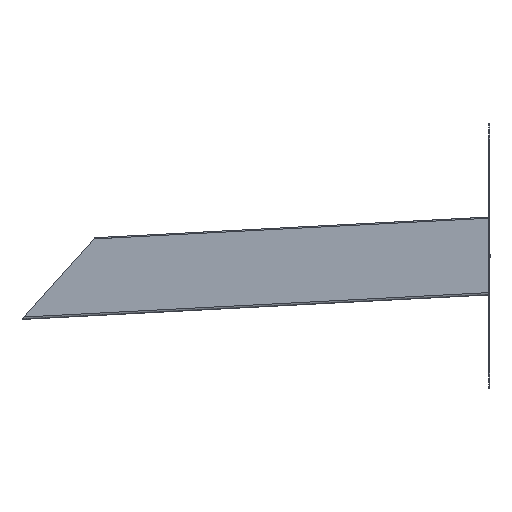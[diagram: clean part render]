
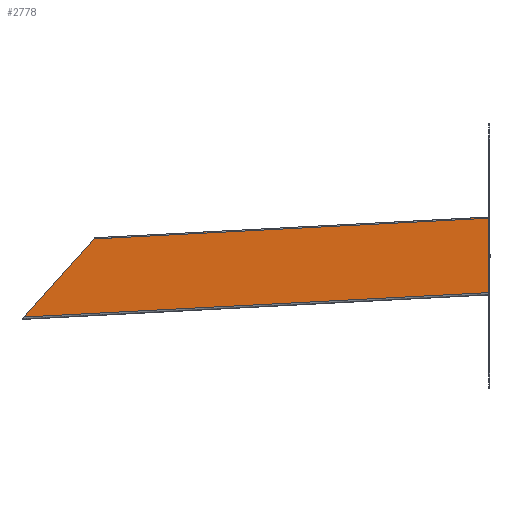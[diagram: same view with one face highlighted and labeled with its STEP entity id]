
A CAD part, left-side view. The second image highlights one B-rep face of the part: STEP entity #2778.
In plain terms, the highlighted planar face has unit normal (-1, 0, 0).
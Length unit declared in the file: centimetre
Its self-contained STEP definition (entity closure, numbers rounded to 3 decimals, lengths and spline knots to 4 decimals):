
#216=FACE_OUTER_BOUND('',#418,.T.);
#418=EDGE_LOOP('',(#2061,#2062,#2063,#2064,#2065,#2066,#2067,#2068,#2069,
#2070,#2071,#2072,#2073,#2074,#2075,#2076,#2077,#2078,#2079,#2080,#2081,
#2082,#2083,#2084,#2085,#2086,#2087,#2088));
#624=VERTEX_POINT('',#5483);
#625=VERTEX_POINT('',#5485);
#633=VERTEX_POINT('',#5506);
#634=VERTEX_POINT('',#5508);
#640=VERTEX_POINT('',#5526);
#642=VERTEX_POINT('',#5532);
#649=VERTEX_POINT('',#5548);
#650=VERTEX_POINT('',#5550);
#654=VERTEX_POINT('',#5562);
#662=VERTEX_POINT('',#5581);
#669=VERTEX_POINT('',#5597);
#670=VERTEX_POINT('',#5599);
#676=VERTEX_POINT('',#5617);
#678=VERTEX_POINT('',#5623);
#685=VERTEX_POINT('',#5639);
#686=VERTEX_POINT('',#5641);
#692=VERTEX_POINT('',#5659);
#694=VERTEX_POINT('',#5665);
#701=VERTEX_POINT('',#5681);
#702=VERTEX_POINT('',#5683);
#708=VERTEX_POINT('',#5701);
#710=VERTEX_POINT('',#5707);
#725=VERTEX_POINT('',#5750);
#726=VERTEX_POINT('',#5752);
#728=VERTEX_POINT('',#5758);
#730=VERTEX_POINT('',#5764);
#732=VERTEX_POINT('',#5770);
#734=VERTEX_POINT('',#5776);
#1052=EDGE_CURVE('',#625,#624,#3026,.T.);
#1063=EDGE_CURVE('',#634,#633,#3036,.T.);
#1073=EDGE_CURVE('',#633,#640,#3046,.T.);
#1076=EDGE_CURVE('',#640,#642,#3049,.T.);
#1083=EDGE_CURVE('',#650,#649,#3056,.T.);
#1089=EDGE_CURVE('',#654,#650,#3062,.T.);
#1100=EDGE_CURVE('',#649,#662,#3069,.T.);
#1107=EDGE_CURVE('',#670,#669,#3076,.T.);
#1117=EDGE_CURVE('',#669,#676,#3086,.T.);
#1120=EDGE_CURVE('',#676,#678,#3089,.T.);
#1127=EDGE_CURVE('',#686,#685,#3096,.T.);
#1137=EDGE_CURVE('',#685,#692,#3106,.T.);
#1140=EDGE_CURVE('',#692,#694,#3109,.T.);
#1147=EDGE_CURVE('',#702,#701,#3116,.T.);
#1157=EDGE_CURVE('',#701,#708,#3126,.T.);
#1160=EDGE_CURVE('',#708,#710,#3129,.T.);
#1181=EDGE_CURVE('',#726,#725,#3150,.T.);
#1184=EDGE_CURVE('',#728,#726,#3153,.T.);
#1187=EDGE_CURVE('',#730,#728,#3156,.T.);
#1190=EDGE_CURVE('',#732,#730,#3159,.T.);
#1193=EDGE_CURVE('',#734,#732,#3162,.T.);
#1196=EDGE_CURVE('',#624,#734,#3165,.T.);
#1209=EDGE_CURVE('',#686,#725,#3178,.T.);
#1210=EDGE_CURVE('',#670,#694,#3179,.T.);
#1211=EDGE_CURVE('',#634,#678,#3180,.T.);
#1212=EDGE_CURVE('',#654,#710,#3181,.T.);
#1218=EDGE_CURVE('',#662,#625,#3187,.T.);
#1220=EDGE_CURVE('',#702,#642,#3189,.T.);
#2061=ORIENTED_EDGE('',*,*,#1076,.T.);
#2062=ORIENTED_EDGE('',*,*,#1220,.F.);
#2063=ORIENTED_EDGE('',*,*,#1147,.T.);
#2064=ORIENTED_EDGE('',*,*,#1157,.T.);
#2065=ORIENTED_EDGE('',*,*,#1160,.T.);
#2066=ORIENTED_EDGE('',*,*,#1212,.F.);
#2067=ORIENTED_EDGE('',*,*,#1089,.T.);
#2068=ORIENTED_EDGE('',*,*,#1083,.T.);
#2069=ORIENTED_EDGE('',*,*,#1100,.T.);
#2070=ORIENTED_EDGE('',*,*,#1218,.T.);
#2071=ORIENTED_EDGE('',*,*,#1052,.T.);
#2072=ORIENTED_EDGE('',*,*,#1196,.T.);
#2073=ORIENTED_EDGE('',*,*,#1193,.T.);
#2074=ORIENTED_EDGE('',*,*,#1190,.T.);
#2075=ORIENTED_EDGE('',*,*,#1187,.T.);
#2076=ORIENTED_EDGE('',*,*,#1184,.T.);
#2077=ORIENTED_EDGE('',*,*,#1181,.T.);
#2078=ORIENTED_EDGE('',*,*,#1209,.F.);
#2079=ORIENTED_EDGE('',*,*,#1127,.T.);
#2080=ORIENTED_EDGE('',*,*,#1137,.T.);
#2081=ORIENTED_EDGE('',*,*,#1140,.T.);
#2082=ORIENTED_EDGE('',*,*,#1210,.F.);
#2083=ORIENTED_EDGE('',*,*,#1107,.T.);
#2084=ORIENTED_EDGE('',*,*,#1117,.T.);
#2085=ORIENTED_EDGE('',*,*,#1120,.T.);
#2086=ORIENTED_EDGE('',*,*,#1211,.F.);
#2087=ORIENTED_EDGE('',*,*,#1063,.T.);
#2088=ORIENTED_EDGE('',*,*,#1073,.T.);
#2593=PLANE('',#4034);
#2778=ADVANCED_FACE('',(#216),#2593,.F.);
#3026=LINE('',#5486,#3537);
#3036=LINE('',#5509,#3547);
#3046=LINE('',#5528,#3557);
#3049=LINE('',#5534,#3560);
#3056=LINE('',#5551,#3567);
#3062=LINE('',#5563,#3573);
#3069=LINE('',#5583,#3580);
#3076=LINE('',#5600,#3587);
#3086=LINE('',#5619,#3597);
#3089=LINE('',#5625,#3600);
#3096=LINE('',#5642,#3607);
#3106=LINE('',#5661,#3617);
#3109=LINE('',#5667,#3620);
#3116=LINE('',#5684,#3627);
#3126=LINE('',#5703,#3637);
#3129=LINE('',#5709,#3640);
#3150=LINE('',#5753,#3661);
#3153=LINE('',#5759,#3664);
#3156=LINE('',#5765,#3667);
#3159=LINE('',#5771,#3670);
#3162=LINE('',#5777,#3673);
#3165=LINE('',#5781,#3676);
#3178=LINE('',#5797,#3689);
#3179=LINE('',#5799,#3690);
#3180=LINE('',#5801,#3691);
#3181=LINE('',#5803,#3692);
#3187=LINE('',#5814,#3698);
#3189=LINE('',#5818,#3700);
#3537=VECTOR('',#4477,10.);
#3547=VECTOR('',#4495,10.);
#3557=VECTOR('',#4511,10.);
#3560=VECTOR('',#4516,10.);
#3567=VECTOR('',#4527,10.);
#3573=VECTOR('',#4537,10.);
#3580=VECTOR('',#4554,10.);
#3587=VECTOR('',#4565,10.);
#3597=VECTOR('',#4581,10.);
#3600=VECTOR('',#4586,10.);
#3607=VECTOR('',#4597,10.);
#3617=VECTOR('',#4613,10.);
#3620=VECTOR('',#4618,10.);
#3627=VECTOR('',#4629,10.);
#3637=VECTOR('',#4645,10.);
#3640=VECTOR('',#4650,10.);
#3661=VECTOR('',#4685,10.);
#3664=VECTOR('',#4690,10.);
#3667=VECTOR('',#4695,10.);
#3670=VECTOR('',#4700,10.);
#3673=VECTOR('',#4705,10.);
#3676=VECTOR('',#4710,10.);
#3689=VECTOR('',#4729,10.);
#3690=VECTOR('',#4732,10.);
#3691=VECTOR('',#4735,10.);
#3692=VECTOR('',#4738,10.);
#3698=VECTOR('',#4754,10.);
#3700=VECTOR('',#4760,10.);
#4034=AXIS2_PLACEMENT_3D('',#5819,#4761,#4762);
#4477=DIRECTION('',(0.,0.,1.));
#4495=DIRECTION('',(0.,-0.052,-0.999));
#4511=DIRECTION('',(0.,0.999,-0.052));
#4516=DIRECTION('',(0.,0.052,0.999));
#4527=DIRECTION('',(0.,0.999,-0.052));
#4537=DIRECTION('',(0.,-0.052,-0.999));
#4554=DIRECTION('',(0.,0.669,-0.743));
#4565=DIRECTION('',(0.,-0.052,-0.999));
#4581=DIRECTION('',(0.,0.999,-0.052));
#4586=DIRECTION('',(0.,0.052,0.999));
#4597=DIRECTION('',(0.,-0.052,-0.999));
#4613=DIRECTION('',(0.,0.999,-0.052));
#4618=DIRECTION('',(0.,0.052,0.999));
#4629=DIRECTION('',(0.,-0.052,-0.999));
#4645=DIRECTION('',(0.,0.999,-0.052));
#4650=DIRECTION('',(0.,0.052,0.999));
#4685=DIRECTION('',(0.,0.052,0.999));
#4690=DIRECTION('',(0.,0.999,-0.052));
#4695=DIRECTION('',(0.,0.,1.));
#4700=DIRECTION('',(0.,1.,0.));
#4705=DIRECTION('',(0.,0.,1.));
#4710=DIRECTION('',(0.,-1.,0.));
#4729=DIRECTION('',(0.,-0.999,0.052));
#4732=DIRECTION('',(0.,-0.999,0.052));
#4735=DIRECTION('',(0.,-0.999,0.052));
#4738=DIRECTION('',(0.,-0.999,0.052));
#4754=DIRECTION('',(0.,-0.999,0.052));
#4760=DIRECTION('',(0.,-0.999,0.052));
#4761=DIRECTION('center_axis',(1.,0.,0.));
#4762=DIRECTION('ref_axis',(0.,-0.999,0.052));
#5483=CARTESIAN_POINT('',(-150.,1.5,-2.5));
#5485=CARTESIAN_POINT('',(-150.,1.5,-47.0645));
#5486=CARTESIAN_POINT('',(-150.,1.5,-33.5684));
#5506=CARTESIAN_POINT('',(-150.,254.6526,35.2994));
#5508=CARTESIAN_POINT('',(-150.,254.7311,36.7973));
#5509=CARTESIAN_POINT('',(-150.,253.4176,11.7335));
#5526=CARTESIAN_POINT('',(-150.,364.5018,29.5424));
#5528=CARTESIAN_POINT('',(-150.,290.3143,33.4304));
#5532=CARTESIAN_POINT('',(-150.,364.5803,31.0404));
#5534=CARTESIAN_POINT('',(-150.,363.2275,5.2276));
#5548=CARTESIAN_POINT('',(-150.,508.2901,22.0068));
#5550=CARTESIAN_POINT('',(-150.,484.3374,23.2621));
#5551=CARTESIAN_POINT('',(-150.,405.1567,27.4118));
#5562=CARTESIAN_POINT('',(-150.,484.4159,24.7601));
#5563=CARTESIAN_POINT('',(-150.,483.1023,-0.3038));
#5581=CARTESIAN_POINT('',(-150.,598.6611,-78.3604));
#5583=CARTESIAN_POINT('',(-150.,476.6205,57.1794));
#5597=CARTESIAN_POINT('',(-150.,139.8102,41.318));
#5599=CARTESIAN_POINT('',(-150.,139.8887,42.816));
#5600=CARTESIAN_POINT('',(-150.,138.5752,17.7521));
#5617=CARTESIAN_POINT('',(-150.,249.6594,35.5611));
#5619=CARTESIAN_POINT('',(-150.,232.8931,36.4398));
#5623=CARTESIAN_POINT('',(-150.,249.7379,37.059));
#5625=CARTESIAN_POINT('',(-150.,248.3852,11.2462));
#5639=CARTESIAN_POINT('',(-150.,24.9678,47.3367));
#5641=CARTESIAN_POINT('',(-150.,25.0463,48.8346));
#5642=CARTESIAN_POINT('',(-150.,23.7328,23.7708));
#5659=CARTESIAN_POINT('',(-150.,134.817,41.5797));
#5661=CARTESIAN_POINT('',(-150.,175.4719,39.4491));
#5665=CARTESIAN_POINT('',(-150.,134.8955,43.0777));
#5667=CARTESIAN_POINT('',(-150.,133.5428,17.2648));
#5681=CARTESIAN_POINT('',(-150.,369.495,29.2808));
#5683=CARTESIAN_POINT('',(-150.,369.5735,30.7787));
#5684=CARTESIAN_POINT('',(-150.,368.2599,5.7149));
#5701=CARTESIAN_POINT('',(-150.,479.3442,23.5238));
#5703=CARTESIAN_POINT('',(-150.,347.7355,30.4211));
#5707=CARTESIAN_POINT('',(-150.,479.4227,25.0217));
#5709=CARTESIAN_POINT('',(-150.,478.0699,-0.7911));
#5750=CARTESIAN_POINT('',(-150.,20.0532,49.0963));
#5752=CARTESIAN_POINT('',(-150.,19.9746,47.5983));
#5753=CARTESIAN_POINT('',(-150.,18.7004,23.2835));
#5758=CARTESIAN_POINT('',(-150.,1.5,48.5666));
#5759=CARTESIAN_POINT('',(-150.,163.738,40.064));
#5764=CARTESIAN_POINT('',(-150.,1.5,2.5));
#5765=CARTESIAN_POINT('',(-150.,1.5,-7.2841));
#5770=CARTESIAN_POINT('',(-150.,0.,2.5));
#5771=CARTESIAN_POINT('',(-150.,161.7138,2.5));
#5776=CARTESIAN_POINT('',(-150.,0.,-2.5));
#5777=CARTESIAN_POINT('',(-150.,0.,-9.7841));
#5781=CARTESIAN_POINT('',(-150.,162.4638,-2.5));
#5797=CARTESIAN_POINT('',(-150.,650.6092,16.0502));
#5799=CARTESIAN_POINT('',(-150.,650.6092,16.0502));
#5801=CARTESIAN_POINT('',(-150.,650.6092,16.0502));
#5803=CARTESIAN_POINT('',(-150.,650.6092,16.0502));
#5814=CARTESIAN_POINT('',(-150.,320.978,-63.8076));
#5818=CARTESIAN_POINT('',(-150.,650.6092,16.0502));
#5819=CARTESIAN_POINT('Origin',(-150.,323.4275,-17.0682));
